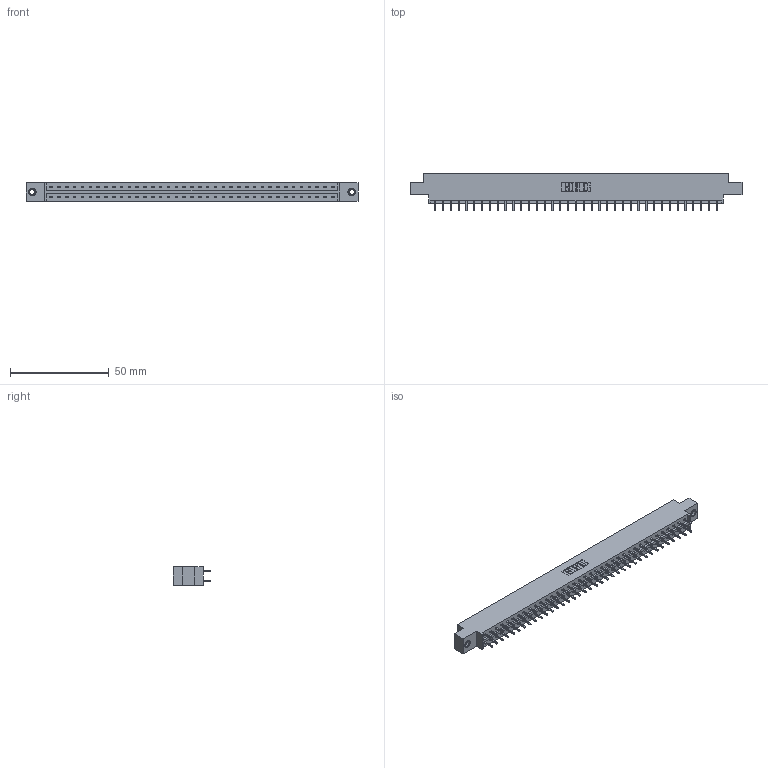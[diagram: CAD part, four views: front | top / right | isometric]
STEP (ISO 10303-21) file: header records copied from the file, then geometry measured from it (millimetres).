
FILE_DESCRIPTION (( 'STEP AP203' ), '1' );
FILE_NAME ('333-074-521-807.STEP', '2018-08-04T21:38:11', ( '' ), ( '' ), 'SwSTEP 2.0', 'SolidWorks 2016', '' );
FILE_SCHEMA (( 'CONFIG_CONTROL_DESIGN' ));
Length unit declared in the file: inch
Products named in the file (4): 333 Part_Offset - .156 Dia - TI; 345-292-001_345-293-121; 345-250-001_345-250-005-103; 333-074-521-807
Assembly tree (77 placements, depth 2):
  333-074-521-807
    333 Part_Offset - .156 Dia - TI
    345-292-001_345-293-121  x74
    345-250-001_345-250-005-103  x2
Bounding box: 168.15 x 19.06 x 9.4 mm (x, y, z)
Volume: 16848.7 mm3; surface area: 19907.7 mm2
Topology: 77 solids, 77 shells, 4026 faces, 11929 edges, 7846 vertices
Faces by surface type: plane 2770, cylinder 1240, cone 12, torus 4
Entity records: 25786 total; most frequent: CARTESIAN_POINT 4265, ORIENTED_EDGE 4194, DIRECTION 3683, EDGE_CURVE 2097, LINE 1949, VECTOR 1949, VERTEX_POINT 1392, AXIS2_PLACEMENT_3D 867
